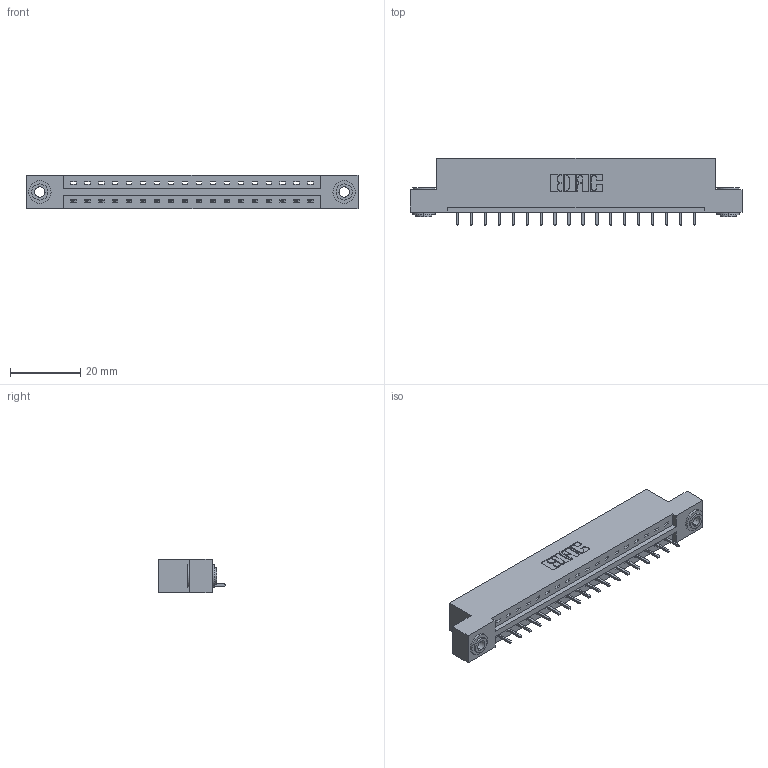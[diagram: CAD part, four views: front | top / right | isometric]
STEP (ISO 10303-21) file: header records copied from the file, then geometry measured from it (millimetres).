
FILE_DESCRIPTION (( 'STEP AP203' ), '1' );
FILE_NAME ('337-018-521-103.STEP', '2019-09-28T19:42:27', ( '' ), ( '' ), 'SwSTEP 2.0', 'SolidWorks 2016', '' );
FILE_SCHEMA (( 'CONFIG_CONTROL_DESIGN' ));
Length unit declared in the file: inch
Products named in the file (4): 345-292-001_345-293-121; 337 Part_Flush Mounting Lugs - 0.156 Dia-TH; 345-250-002_345-250-002-102; 337-018-521-103
Assembly tree (21 placements, depth 2):
  337-018-521-103
    337 Part_Flush Mounting Lugs - 0.156 Dia-TH
    345-292-001_345-293-121  x18
    345-250-002_345-250-002-102  x2
Bounding box: 94.34 x 19.06 x 9.4 mm (x, y, z)
Volume: 9472.5 mm3; surface area: 9670.8 mm2
Topology: 21 solids, 21 shells, 1268 faces, 3771 edges, 2486 vertices
Faces by surface type: plane 908, cylinder 352, cone 8
Entity records: 17152 total; most frequent: CARTESIAN_POINT 2963, ORIENTED_EDGE 2910, DIRECTION 2577, EDGE_CURVE 1455, LINE 1303, VECTOR 1303, VERTEX_POINT 966, AXIS2_PLACEMENT_3D 637
